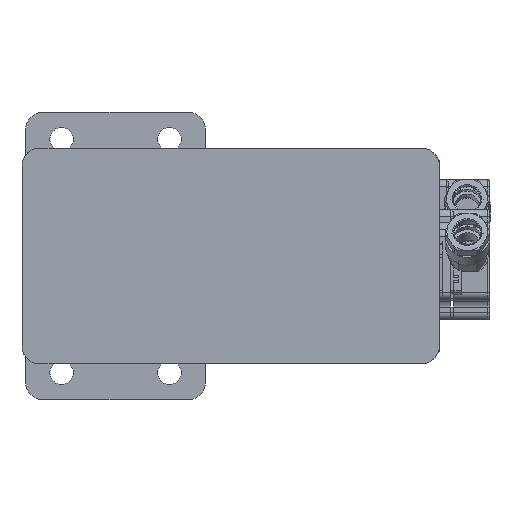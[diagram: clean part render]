
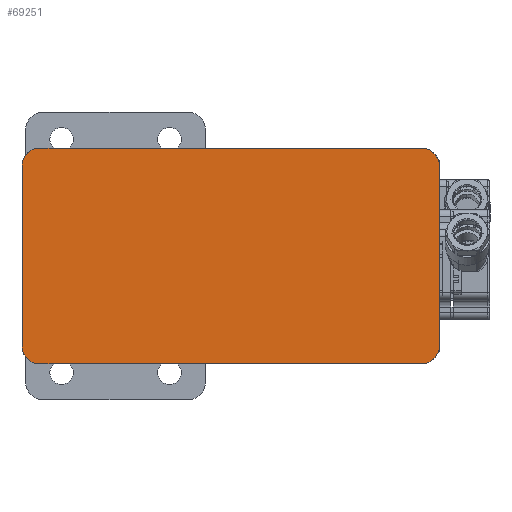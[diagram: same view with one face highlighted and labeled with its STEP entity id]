
A CAD part, front view. The second image highlights one B-rep face of the part: STEP entity #69251.
In plain terms, the highlighted face is planar.
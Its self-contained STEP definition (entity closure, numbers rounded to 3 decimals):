
#1137 = AXIS2_PLACEMENT_3D ( 'NONE', #17054, #10314, #44529 ) ;
#1375 = ORIENTED_EDGE ( 'NONE', *, *, #4530, .T. ) ;
#2075 = CARTESIAN_POINT ( 'NONE',  ( -25., 26.004, -56. ) ) ;
#2673 = PLANE ( 'NONE',  #21332 ) ;
#4005 = DIRECTION ( 'NONE',  ( -1., 0., 0. ) ) ;
#4530 = EDGE_CURVE ( 'NONE', #13123, #76072, #22579, .T. ) ;
#5002 = CARTESIAN_POINT ( 'NONE',  ( 25., 21.002, -56. ) ) ;
#5530 = AXIS2_PLACEMENT_3D ( 'NONE', #72233, #39757, #13610 ) ;
#5903 = ORIENTED_EDGE ( 'NONE', *, *, #43340, .T. ) ;
#6075 = EDGE_CURVE ( 'NONE', #80728, #18147, #33947, .T. ) ;
#6474 = ORIENTED_EDGE ( 'NONE', *, *, #41713, .T. ) ;
#9759 = EDGE_CURVE ( 'NONE', #68328, #80728, #30560, .T. ) ;
#10007 = CARTESIAN_POINT ( 'NONE',  ( -25., 26.004, -56. ) ) ;
#10314 = DIRECTION ( 'NONE',  ( 0., 0., -1. ) ) ;
#12340 = ORIENTED_EDGE ( 'NONE', *, *, #74696, .T. ) ;
#13123 = VERTEX_POINT ( 'NONE', #42235 ) ;
#13610 = DIRECTION ( 'NONE',  ( -1., 0., 0. ) ) ;
#17054 = CARTESIAN_POINT ( 'NONE',  ( -25., 21.002, -56. ) ) ;
#17074 = DIRECTION ( 'NONE',  ( 0., 0., -1. ) ) ;
#18147 = VERTEX_POINT ( 'NONE', #22340 ) ;
#19869 = CIRCLE ( 'NONE', #5530, 5.002 ) ;
#21332 = AXIS2_PLACEMENT_3D ( 'NONE', #31047, #17074, #4005 ) ;
#22340 = CARTESIAN_POINT ( 'NONE',  ( 25., -90.001, -56. ) ) ;
#22579 = LINE ( 'NONE', #50051, #41584 ) ;
#27828 = VECTOR ( 'NONE', #30993, 1000. ) ;
#28163 = CARTESIAN_POINT ( 'NONE',  ( 30.002, 21.002, -56. ) ) ;
#30560 = LINE ( 'NONE', #86400, #27828 ) ;
#30993 = DIRECTION ( 'NONE',  ( 0., -1., 0. ) ) ;
#31047 = CARTESIAN_POINT ( 'NONE',  ( -25., 21.002, -56. ) ) ;
#31269 = LINE ( 'NONE', #86227, #67963 ) ;
#32299 = ORIENTED_EDGE ( 'NONE', *, *, #9759, .T. ) ;
#32474 = DIRECTION ( 'NONE',  ( -1., 0., 0. ) ) ;
#33478 = VERTEX_POINT ( 'NONE', #2075 ) ;
#33876 = VECTOR ( 'NONE', #64093, 1000. ) ;
#33947 = CIRCLE ( 'NONE', #82820, 5.002 ) ;
#36902 = FACE_OUTER_BOUND ( 'NONE', #37039, .T. ) ;
#37039 = EDGE_LOOP ( 'NONE', ( #12340, #44323, #5903, #32299, #58807, #76666, #6474, #1375 ) ) ;
#38846 = AXIS2_PLACEMENT_3D ( 'NONE', #5002, #72591, #32474 ) ;
#38994 = CARTESIAN_POINT ( 'NONE',  ( 25., 26.004, -56. ) ) ;
#39757 = DIRECTION ( 'NONE',  ( 0., 0., -1. ) ) ;
#39986 = CIRCLE ( 'NONE', #1137, 5.002 ) ;
#41584 = VECTOR ( 'NONE', #71651, 1000. ) ;
#41713 = EDGE_CURVE ( 'NONE', #74462, #13123, #19869, .T. ) ;
#42235 = CARTESIAN_POINT ( 'NONE',  ( -30.002, -84.998, -56. ) ) ;
#43340 = EDGE_CURVE ( 'NONE', #53984, #68328, #83253, .T. ) ;
#44323 = ORIENTED_EDGE ( 'NONE', *, *, #84789, .T. ) ;
#44529 = DIRECTION ( 'NONE',  ( -1., 0., 0. ) ) ;
#46437 = DIRECTION ( 'NONE',  ( -1., 0., 0. ) ) ;
#47205 = CARTESIAN_POINT ( 'NONE',  ( -30.002, 21.002, -56. ) ) ;
#50051 = CARTESIAN_POINT ( 'NONE',  ( -30.002, -84.998, -56. ) ) ;
#50290 = CARTESIAN_POINT ( 'NONE',  ( 25., -84.998, -56. ) ) ;
#53984 = VERTEX_POINT ( 'NONE', #38994 ) ;
#58229 = LINE ( 'NONE', #10007, #33876 ) ;
#58807 = ORIENTED_EDGE ( 'NONE', *, *, #6075, .T. ) ;
#64093 = DIRECTION ( 'NONE',  ( 1., 0., 0. ) ) ;
#64241 = DIRECTION ( 'NONE',  ( 0., 0., -1. ) ) ;
#64725 = CARTESIAN_POINT ( 'NONE',  ( -25., -90.001, -56. ) ) ;
#67963 = VECTOR ( 'NONE', #46437, 1000. ) ;
#68328 = VERTEX_POINT ( 'NONE', #28163 ) ;
#69251 = ADVANCED_FACE ( 'NONE', ( #36902 ), #2673, .T. ) ;
#71651 = DIRECTION ( 'NONE',  ( 0., 1., 0. ) ) ;
#72233 = CARTESIAN_POINT ( 'NONE',  ( -25., -84.998, -56. ) ) ;
#72349 = CARTESIAN_POINT ( 'NONE',  ( 30.002, -84.998, -56. ) ) ;
#72591 = DIRECTION ( 'NONE',  ( 0., 0., -1. ) ) ;
#74462 = VERTEX_POINT ( 'NONE', #64725 ) ;
#74696 = EDGE_CURVE ( 'NONE', #76072, #33478, #39986, .T. ) ;
#76072 = VERTEX_POINT ( 'NONE', #47205 ) ;
#76666 = ORIENTED_EDGE ( 'NONE', *, *, #80537, .T. ) ;
#78216 = DIRECTION ( 'NONE',  ( -1., 0., 0. ) ) ;
#80537 = EDGE_CURVE ( 'NONE', #18147, #74462, #31269, .T. ) ;
#80728 = VERTEX_POINT ( 'NONE', #72349 ) ;
#82820 = AXIS2_PLACEMENT_3D ( 'NONE', #50290, #64241, #78216 ) ;
#83253 = CIRCLE ( 'NONE', #38846, 5.002 ) ;
#84789 = EDGE_CURVE ( 'NONE', #33478, #53984, #58229, .T. ) ;
#86227 = CARTESIAN_POINT ( 'NONE',  ( 25., -90.001, -56. ) ) ;
#86400 = CARTESIAN_POINT ( 'NONE',  ( 30.002, 21.002, -56. ) ) ;
